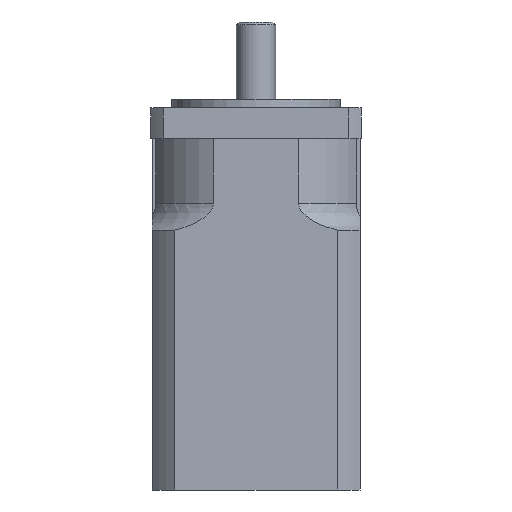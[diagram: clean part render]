
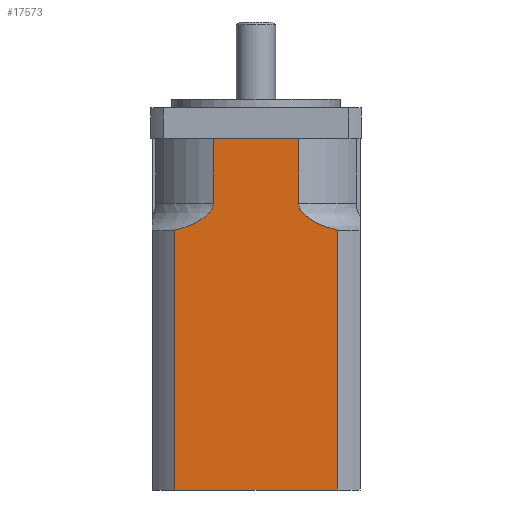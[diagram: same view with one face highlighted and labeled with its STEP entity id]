
A CAD part, front view. The second image highlights one B-rep face of the part: STEP entity #17573.
In plain terms, the highlighted planar face has unit normal (0, -1, 0).
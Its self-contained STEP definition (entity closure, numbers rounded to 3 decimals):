
#590=B_SPLINE_CURVE_WITH_KNOTS($,3,(#25634,#25635,#25636,#25637,#25638,
#25639,#25640,#25641,#25642,#25643,#25644,#25645,#25646,#25647),
 .UNSPECIFIED.,.F.,.F.,(4,2,2,2,2,2,4),(2.204,2.421,
2.758,3.094,3.591,3.748,3.877),
 .UNSPECIFIED.);
#597=B_SPLINE_CURVE_WITH_KNOTS($,3,(#25738,#25739,#25740,#25741,#25742,
#25743,#25744,#25745,#25746,#25747,#25748,#25749,#25750,#25751),
 .UNSPECIFIED.,.F.,.F.,(4,2,2,2,2,2,4),(3.877,4.006,
4.163,4.66,4.996,5.333,5.55),
 .UNSPECIFIED.);
#1145=LINE($,#25553,#1989);
#1159=LINE($,#25705,#2003);
#1163=LINE($,#25714,#2007);
#1170=LINE($,#25766,#2014);
#1171=LINE($,#25768,#2015);
#1172=LINE($,#25769,#2016);
#1989=VECTOR($,#20772,30.397);
#2003=VECTOR($,#20816,23.);
#2007=VECTOR($,#20826,23.);
#2014=VECTOR($,#20843,92.461);
#2015=VECTOR($,#20844,57.966);
#2016=VECTOR($,#20845,92.461);
#2826=PLANE($,#18719);
#4515=FACE_OUTER_BOUND($,#5632,.T.);
#5632=EDGE_LOOP($,(#12240,#12241,#12242,#12243,#12244,#12245,#12246,#12247));
#7888=VERTEX_POINT($,#25550);
#7889=VERTEX_POINT($,#25552);
#7909=VERTEX_POINT($,#25631);
#7910=VERTEX_POINT($,#25633);
#7918=VERTEX_POINT($,#25712);
#7921=VERTEX_POINT($,#25736);
#7926=VERTEX_POINT($,#25765);
#7927=VERTEX_POINT($,#25767);
#9588=EDGE_CURVE($,#7888,#7889,#1145,.T.);
#9609=EDGE_CURVE($,#7910,#7909,#590,.T.);
#9620=EDGE_CURVE($,#7909,#7889,#1159,.T.);
#9625=EDGE_CURVE($,#7888,#7918,#1163,.T.);
#9629=EDGE_CURVE($,#7918,#7921,#597,.T.);
#9636=EDGE_CURVE($,#7926,#7921,#1170,.T.);
#9637=EDGE_CURVE($,#7927,#7926,#1171,.T.);
#9638=EDGE_CURVE($,#7910,#7927,#1172,.T.);
#12240=ORIENTED_EDGE($,*,*,#9625,.T.);
#12241=ORIENTED_EDGE($,*,*,#9629,.T.);
#12242=ORIENTED_EDGE($,*,*,#9636,.F.);
#12243=ORIENTED_EDGE($,*,*,#9637,.F.);
#12244=ORIENTED_EDGE($,*,*,#9638,.F.);
#12245=ORIENTED_EDGE($,*,*,#9609,.T.);
#12246=ORIENTED_EDGE($,*,*,#9620,.T.);
#12247=ORIENTED_EDGE($,*,*,#9588,.F.);
#17573=ADVANCED_FACE($,(#4515),#2826,.T.);
#18719=AXIS2_PLACEMENT_3D($,#25764,#20841,#20842);
#20772=DIRECTION($,(1.,0.,0.));
#20816=DIRECTION($,(0.,0.,1.));
#20826=DIRECTION($,(0.,0.,-1.));
#20841=DIRECTION('center_axis',(0.,-1.,0.));
#20842=DIRECTION('ref_axis',(0.,0.,-1.));
#20843=DIRECTION($,(0.,0.,1.));
#20844=DIRECTION($,(-1.,0.,0.));
#20845=DIRECTION($,(0.,0.,-1.));
#25550=CARTESIAN_POINT('',(-15.199,-37.,125.));
#25552=CARTESIAN_POINT('',(15.199,-37.,125.));
#25553=CARTESIAN_POINT($,(18.5,-37.,125.));
#25631=CARTESIAN_POINT('',(15.199,-37.,102.));
#25633=CARTESIAN_POINT('',(28.983,-37.,92.461));
#25634=CARTESIAN_POINT('Ctrl Pts',(28.983,-37.,92.461));
#25635=CARTESIAN_POINT('Ctrl Pts',(28.211,-37.,92.61));
#25636=CARTESIAN_POINT('Ctrl Pts',(27.461,-37.,92.792));
#25637=CARTESIAN_POINT('Ctrl Pts',(25.684,-37.,93.293));
#25638=CARTESIAN_POINT('Ctrl Pts',(24.519,-37.,93.695));
#25639=CARTESIAN_POINT('Ctrl Pts',(22.257,-37.,94.657));
#25640=CARTESIAN_POINT('Ctrl Pts',(21.16,-37.,95.217));
#25641=CARTESIAN_POINT('Ctrl Pts',(18.786,-37.,96.656));
#25642=CARTESIAN_POINT('Ctrl Pts',(17.203,-37.,97.854));
#25643=CARTESIAN_POINT('Ctrl Pts',(15.919,-37.,99.615));
#25644=CARTESIAN_POINT('Ctrl Pts',(15.609,-37.,100.164));
#25645=CARTESIAN_POINT('Ctrl Pts',(15.292,-37.,101.065));
#25646=CARTESIAN_POINT('Ctrl Pts',(15.199,-37.,101.571));
#25647=CARTESIAN_POINT('Ctrl Pts',(15.199,-37.,102.));
#25705=CARTESIAN_POINT($,(15.199,-37.,113.5));
#25712=CARTESIAN_POINT('',(-15.199,-37.,102.));
#25714=CARTESIAN_POINT($,(-15.199,-37.,113.5));
#25736=CARTESIAN_POINT('',(-28.983,-37.,92.461));
#25738=CARTESIAN_POINT('Ctrl Pts',(-15.199,-37.,102.));
#25739=CARTESIAN_POINT('Ctrl Pts',(-15.199,-37.,101.571));
#25740=CARTESIAN_POINT('Ctrl Pts',(-15.292,-37.,101.065));
#25741=CARTESIAN_POINT('Ctrl Pts',(-15.609,-37.,100.164));
#25742=CARTESIAN_POINT('Ctrl Pts',(-15.919,-37.,99.615));
#25743=CARTESIAN_POINT('Ctrl Pts',(-17.203,-37.,97.854));
#25744=CARTESIAN_POINT('Ctrl Pts',(-18.786,-37.,96.656));
#25745=CARTESIAN_POINT('Ctrl Pts',(-21.16,-37.,95.217));
#25746=CARTESIAN_POINT('Ctrl Pts',(-22.257,-37.,94.657));
#25747=CARTESIAN_POINT('Ctrl Pts',(-24.519,-37.,93.695));
#25748=CARTESIAN_POINT('Ctrl Pts',(-25.684,-37.,93.293));
#25749=CARTESIAN_POINT('Ctrl Pts',(-27.461,-37.,92.792));
#25750=CARTESIAN_POINT('Ctrl Pts',(-28.211,-37.,92.61));
#25751=CARTESIAN_POINT('Ctrl Pts',(-28.983,-37.,92.461));
#25764=CARTESIAN_POINT('Origin',(37.,-37.,0.));
#25765=CARTESIAN_POINT('',(-28.983,-37.,0.));
#25766=CARTESIAN_POINT($,(-28.983,-37.,0.));
#25767=CARTESIAN_POINT('',(28.983,-37.,0.));
#25768=CARTESIAN_POINT($,(18.5,-37.,0.));
#25769=CARTESIAN_POINT($,(28.983,-37.,0.));
